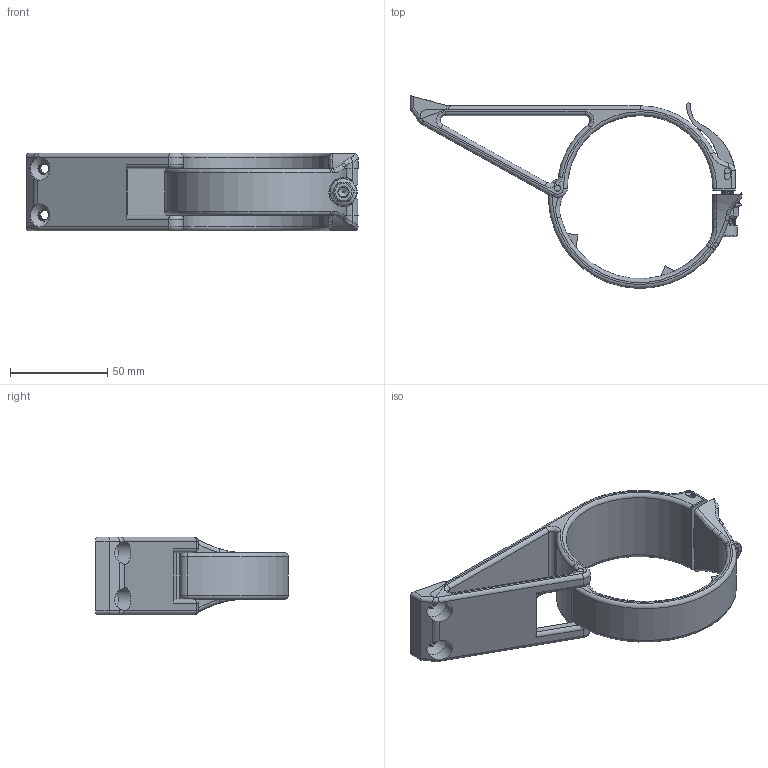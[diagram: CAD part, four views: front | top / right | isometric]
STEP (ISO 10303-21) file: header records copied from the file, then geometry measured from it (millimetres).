
FILE_DESCRIPTION(('FreeCAD Model'),'2;1');
FILE_NAME('Open CASCADE Shape Model','2024-04-03T15:23:29',(''),(''), 'Open CASCADE STEP processor 7.6','FreeCAD','Unknown');
FILE_SCHEMA(('AUTOMOTIVE_DESIGN { 1 0 10303 214 1 1 1 1 }'));
Length unit declared in the file: millimetre
Products named in the file (12): ring; axle; bot; quick-release; pedal; lock; pad_lock; axle_lock; M6x25-Screw; Sweep; M6-Nut001; top fusion
Assembly tree (11 placements, depth 4):
  ring
    axle
    bot
    quick-release
      pedal
      lock
        pad_lock
        axle_lock
        M6x25-Screw
        Sweep
        M6-Nut001
    top fusion
Bounding box: 170.97 x 99.26 x 40 mm (x, y, z)
Volume: 86431.9 mm3; surface area: 43538.2 mm2
Topology: 9 solids, 9 shells, 455 faces, 1084 edges, 645 vertices
Faces by surface type: bspline 157, cylinder 139, plane 105, torus 40, cone 11, revolution 3
Full cylindrical faces by diameter (mm): 3 x8, 4.917 x1, 5.026 x11, 6 x23, 10 x1, 12.1 x2
Entity records: 29994 total; most frequent: CARTESIAN_POINT 20473, ORIENTED_EDGE 2168, DIRECTION 1573, EDGE_CURVE 1084, VERTEX_POINT 645, AXIS2_PLACEMENT_3D 623, FACE_BOUND 479, EDGE_LOOP 479
